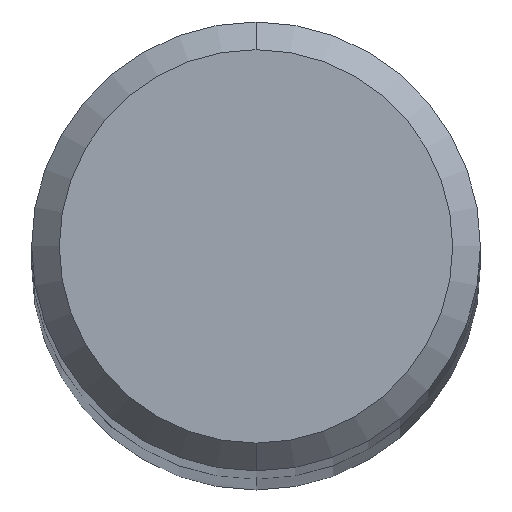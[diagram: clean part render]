
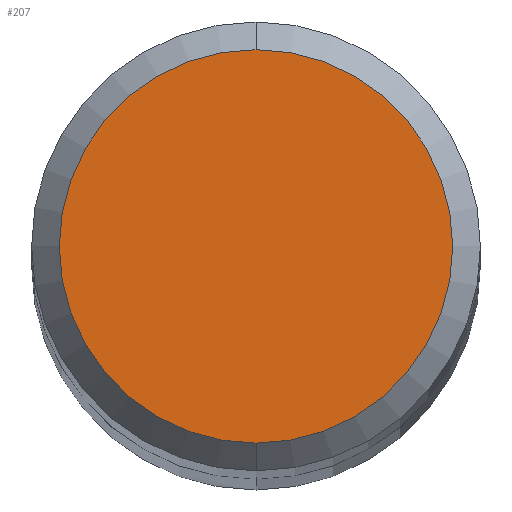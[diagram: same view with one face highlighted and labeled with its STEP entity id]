
A CAD part, top view. The second image highlights one B-rep face of the part: STEP entity #207.
In plain terms, the highlighted planar face has unit normal (0, 0, 1).
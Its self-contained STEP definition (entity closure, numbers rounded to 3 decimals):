
#155=VERTEX_POINT('',#414);
#187=EDGE_CURVE('',#155,#369,#446,.T.);
#207=ADVANCED_FACE('',(#467),#468,.T.);
#217=EDGE_CURVE('',#369,#155,#479,.T.);
#369=VERTEX_POINT('',#649);
#414=CARTESIAN_POINT('',(0.0,3.55,83.0));
#446=CIRCLE('',#801,3.55);
#467=FACE_OUTER_BOUND('',#837,.T.);
#468=PLANE('',#838);
#479=CIRCLE('',#879,3.55);
#649=CARTESIAN_POINT('',(0.,-3.55,83.0));
#801=AXIS2_PLACEMENT_3D('',#1289,#1290,#1291);
#837=EDGE_LOOP('',(#1309,#1310));
#838=AXIS2_PLACEMENT_3D('',#1311,#1312,#1313);
#879=AXIS2_PLACEMENT_3D('',#1335,#1336,#1337);
#1289=CARTESIAN_POINT('',(0.0,0.0,83.0));
#1290=DIRECTION('',(0.0,0.0,-1.0));
#1291=DIRECTION('',(0.0,1.0,0.0));
#1309=ORIENTED_EDGE('',*,*,#187,.F.);
#1310=ORIENTED_EDGE('',*,*,#217,.F.);
#1311=CARTESIAN_POINT('',(0.0,1.775,83.0));
#1312=DIRECTION('',(-0.0,0.0,1.0));
#1313=DIRECTION('',(0.0,-1.0,0.0));
#1335=CARTESIAN_POINT('',(0.0,0.0,83.0));
#1336=DIRECTION('',(0.0,0.0,-1.0));
#1337=DIRECTION('',(0.0,1.0,0.0));
